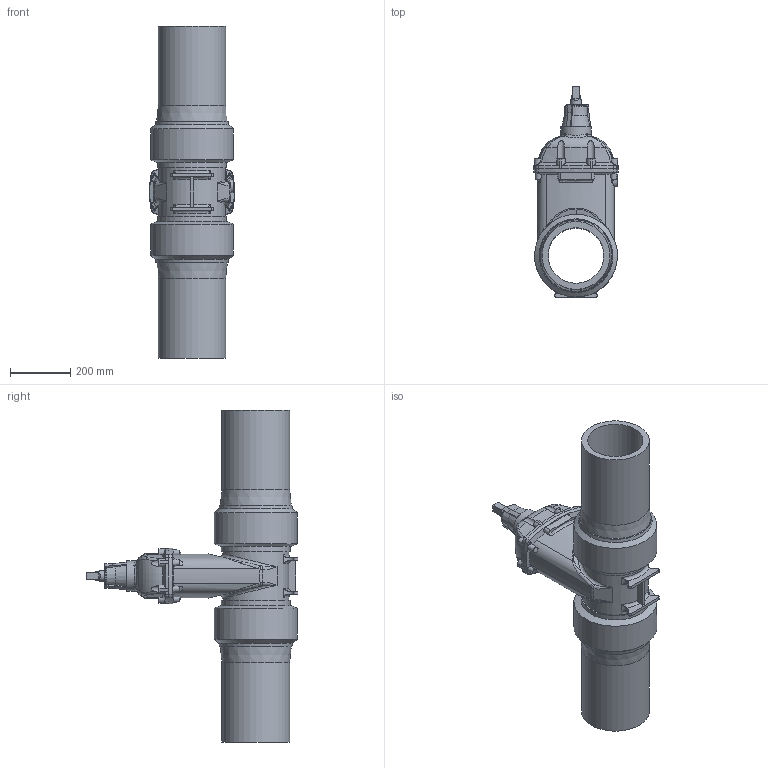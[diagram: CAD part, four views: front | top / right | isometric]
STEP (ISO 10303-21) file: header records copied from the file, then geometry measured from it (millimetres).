
FILE_DESCRIPTION (( 'STEP AP203' ), '1' );
FILE_NAME ('O_36_80_DN200_225mm.STEP', '2015-01-28T06:58:52', ( 'ken' ), ( '' ), 'SwSTEP 2.0', 'SolidWorks 2012', '' );
FILE_SCHEMA (( 'CONFIG_CONTROL_DESIGN' ));
Length unit declared in the file: millimetre
Products named in the file (1): O_36_80_DN200_225mm
Bounding box: 282.35 x 701 x 1101 mm (x, y, z)
Volume: 30421594.6 mm3; surface area: 1822743.2 mm2
Topology: 1 solids, 1 shells, 294 faces, 769 edges, 469 vertices
Faces by surface type: cone 82, plane 64, cylinder 64, bspline 63, torus 21
Full cylindrical faces by diameter (mm): 36 x1, 63.4 x1, 100 x1, 184.1 x1, 220 x1, 225 x2, 228 x2, 275 x2
Entity records: 14487 total; most frequent: CARTESIAN_POINT 8155, ORIENTED_EDGE 1444, DIRECTION 1128, EDGE_CURVE 722, AXIS2_PLACEMENT_3D 489, VERTEX_POINT 460, EDGE_LOOP 326, FACE_OUTER_BOUND 306
